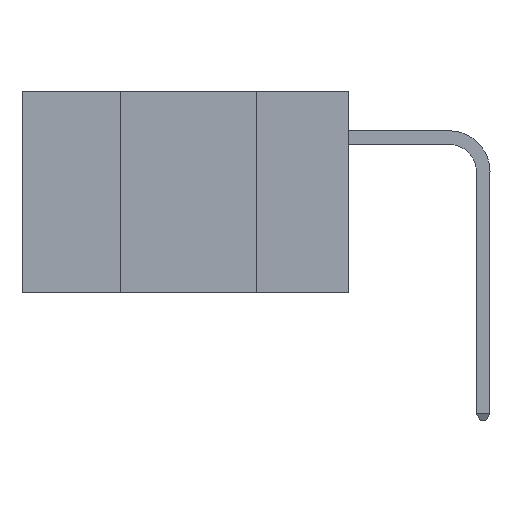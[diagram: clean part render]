
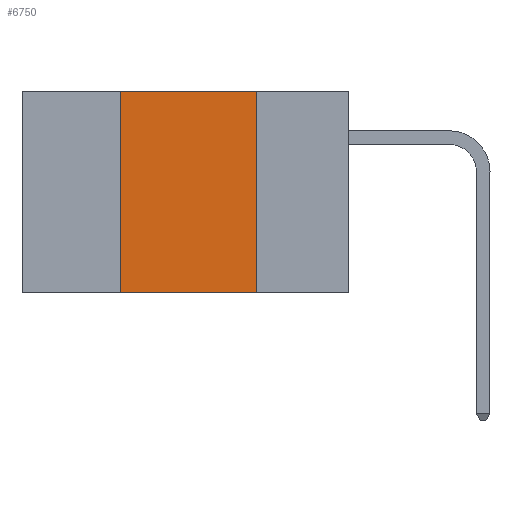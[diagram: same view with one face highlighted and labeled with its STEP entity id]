
A CAD part, left-side view. The second image highlights one B-rep face of the part: STEP entity #6750.
In plain terms, the highlighted planar face has unit normal (-1, 0, 0).
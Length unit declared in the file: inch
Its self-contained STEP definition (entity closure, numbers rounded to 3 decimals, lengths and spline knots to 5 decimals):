
#1415 = LINE ( 'NONE', #6291, #8313 ) ;
#1679 = ORIENTED_EDGE ( 'NONE', *, *, #14410, .T. ) ;
#1767 = CARTESIAN_POINT ( 'NONE',  ( 0., 0.42, -0.37 ) ) ;
#2390 = CARTESIAN_POINT ( 'NONE',  ( 0., 0.6, 0. ) ) ;
#2707 = EDGE_CURVE ( 'NONE', #6802, #14474, #1415, .T. ) ;
#3725 = DIRECTION ( 'NONE',  ( 1., 0., 0. ) ) ;
#3834 = CARTESIAN_POINT ( 'NONE',  ( 0., 0.42, 0. ) ) ;
#4343 = ORIENTED_EDGE ( 'NONE', *, *, #12513, .F. ) ;
#6111 = AXIS2_PLACEMENT_3D ( 'NONE', #2390, #3725, #12552 ) ;
#6291 = CARTESIAN_POINT ( 'NONE',  ( 0., 0.6, 0. ) ) ;
#6338 = EDGE_CURVE ( 'NONE', #14474, #12057, #13781, .T. ) ;
#6750 = ADVANCED_FACE ( 'NONE', ( #11330 ), #10101, .F. ) ;
#6802 = VERTEX_POINT ( 'NONE', #3834 ) ;
#8313 = VECTOR ( 'NONE', #12523, 39.37008 ) ;
#8510 = VECTOR ( 'NONE', #13694, 39.37008 ) ;
#9575 = DIRECTION ( 'NONE',  ( 0., 0., 1. ) ) ;
#9723 = VECTOR ( 'NONE', #9575, 39.37008 ) ;
#10101 = PLANE ( 'NONE',  #6111 ) ;
#10562 = VECTOR ( 'NONE', #11779, 39.37008 ) ;
#11261 = VERTEX_POINT ( 'NONE', #1767 ) ;
#11330 = FACE_OUTER_BOUND ( 'NONE', #14400, .T. ) ;
#11653 = CARTESIAN_POINT ( 'NONE',  ( 0., 0.17, 0. ) ) ;
#11779 = DIRECTION ( 'NONE',  ( 0., 0., -1. ) ) ;
#12051 = ORIENTED_EDGE ( 'NONE', *, *, #6338, .F. ) ;
#12057 = VERTEX_POINT ( 'NONE', #15696 ) ;
#12513 = EDGE_CURVE ( 'NONE', #11261, #6802, #12974, .T. ) ;
#12523 = DIRECTION ( 'NONE',  ( 0., -1., 0. ) ) ;
#12552 = DIRECTION ( 'NONE',  ( 0., 0., -1. ) ) ;
#12928 = CARTESIAN_POINT ( 'NONE',  ( 0., 0.17, 0. ) ) ;
#12974 = LINE ( 'NONE', #13200, #9723 ) ;
#13200 = CARTESIAN_POINT ( 'NONE',  ( 0., 0.42, 0. ) ) ;
#13541 = ORIENTED_EDGE ( 'NONE', *, *, #2707, .F. ) ;
#13694 = DIRECTION ( 'NONE',  ( 0., -1., 0. ) ) ;
#13781 = LINE ( 'NONE', #12928, #10562 ) ;
#14400 = EDGE_LOOP ( 'NONE', ( #12051, #13541, #4343, #1679 ) ) ;
#14410 = EDGE_CURVE ( 'NONE', #11261, #12057, #15018, .T. ) ;
#14474 = VERTEX_POINT ( 'NONE', #11653 ) ;
#14891 = CARTESIAN_POINT ( 'NONE',  ( 0., 0.6, -0.37 ) ) ;
#15018 = LINE ( 'NONE', #14891, #8510 ) ;
#15696 = CARTESIAN_POINT ( 'NONE',  ( 0., 0.17, -0.37 ) ) ;
